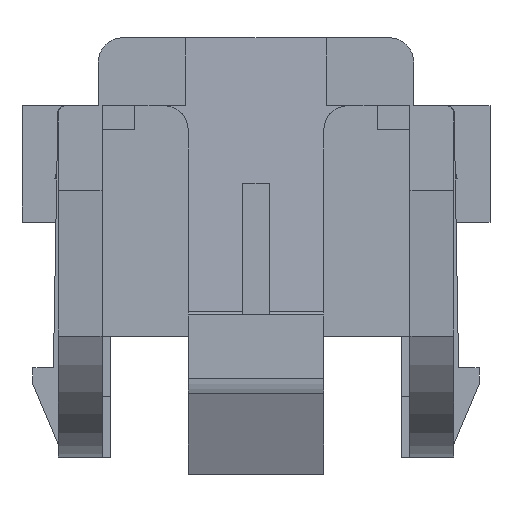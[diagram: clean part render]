
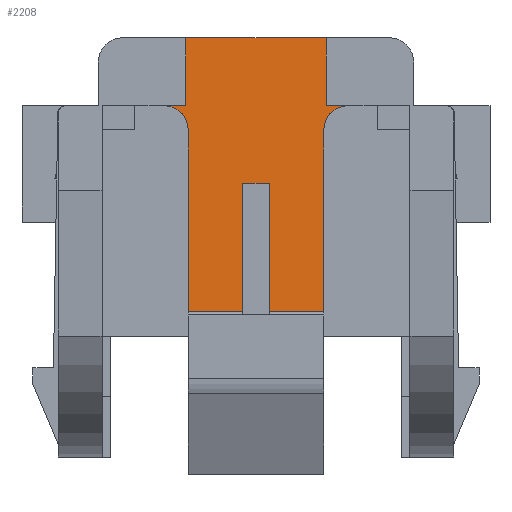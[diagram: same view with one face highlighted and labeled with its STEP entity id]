
A CAD part, front view. The second image highlights one B-rep face of the part: STEP entity #2208.
In plain terms, the highlighted planar face has unit normal (0, -0.999, 0.052).
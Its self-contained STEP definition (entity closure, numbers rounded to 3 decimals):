
#2084=AXIS2_PLACEMENT_3D('Plane Axis2P3D',#2081,#2082,#2083) ;
#1324=CARTESIAN_POINT('Vertex',(6.75,2.65,18.)) ;
#1327=CARTESIAN_POINT('Line Origine',(9.65,2.65,18.)) ;
#1331=CARTESIAN_POINT('Vertex',(12.55,2.65,18.)) ;
#1366=CARTESIAN_POINT('Line Origine',(6.75,2.577,16.6)) ;
#1370=CARTESIAN_POINT('Vertex',(6.75,2.503,15.2)) ;
#2081=CARTESIAN_POINT('Axis2P3D Location',(9.65,2.058,6.699)) ;
#2086=CARTESIAN_POINT('Line Origine',(11.325,2.058,6.699)) ;
#2090=CARTESIAN_POINT('Vertex',(12.45,2.058,6.699)) ;
#2092=CARTESIAN_POINT('Vertex',(10.2,2.058,6.699)) ;
#2095=CARTESIAN_POINT('Line Origine',(12.45,2.254,10.449)) ;
#2099=CARTESIAN_POINT('Vertex',(12.45,2.451,14.2)) ;
#2103=CARTESIAN_POINT('Control Point',(12.45,2.451,14.2)) ;
#2104=CARTESIAN_POINT('Control Point',(12.45,2.456,14.295)) ;
#2105=CARTESIAN_POINT('Control Point',(12.461,2.461,14.389)) ;
#2106=CARTESIAN_POINT('Control Point',(12.484,2.466,14.482)) ;
#2107=CARTESIAN_POINT('Control Point',(12.55,2.475,14.661)) ;
#2108=CARTESIAN_POINT('Control Point',(12.656,2.483,14.819)) ;
#2109=CARTESIAN_POINT('Control Point',(12.719,2.487,14.892)) ;
#2110=CARTESIAN_POINT('Control Point',(12.859,2.494,15.021)) ;
#2111=CARTESIAN_POINT('Control Point',(13.026,2.499,15.113)) ;
#2112=CARTESIAN_POINT('Control Point',(13.115,2.501,15.149)) ;
#2113=CARTESIAN_POINT('Control Point',(13.236,2.502,15.183)) ;
#2114=CARTESIAN_POINT('Control Point',(13.36,2.503,15.197)) ;
#2115=CARTESIAN_POINT('Control Point',(13.39,2.503,15.199)) ;
#2116=CARTESIAN_POINT('Control Point',(13.42,2.503,15.2)) ;
#2117=CARTESIAN_POINT('Control Point',(13.45,2.503,15.2)) ;
#2118=CARTESIAN_POINT('Vertex',(13.45,2.503,15.2)) ;
#2121=CARTESIAN_POINT('Line Origine',(13.,2.503,15.2)) ;
#2125=CARTESIAN_POINT('Vertex',(12.55,2.503,15.2)) ;
#2128=CARTESIAN_POINT('Line Origine',(12.55,2.577,16.6)) ;
#2133=CARTESIAN_POINT('Line Origine',(6.3,2.503,15.2)) ;
#2137=CARTESIAN_POINT('Vertex',(5.85,2.503,15.2)) ;
#2141=CARTESIAN_POINT('Control Point',(6.85,2.451,14.2)) ;
#2142=CARTESIAN_POINT('Control Point',(6.85,2.456,14.295)) ;
#2143=CARTESIAN_POINT('Control Point',(6.839,2.461,14.389)) ;
#2144=CARTESIAN_POINT('Control Point',(6.816,2.466,14.482)) ;
#2145=CARTESIAN_POINT('Control Point',(6.75,2.475,14.661)) ;
#2146=CARTESIAN_POINT('Control Point',(6.644,2.483,14.819)) ;
#2147=CARTESIAN_POINT('Control Point',(6.581,2.487,14.892)) ;
#2148=CARTESIAN_POINT('Control Point',(6.441,2.494,15.021)) ;
#2149=CARTESIAN_POINT('Control Point',(6.274,2.499,15.113)) ;
#2150=CARTESIAN_POINT('Control Point',(6.185,2.501,15.149)) ;
#2151=CARTESIAN_POINT('Control Point',(6.064,2.502,15.183)) ;
#2152=CARTESIAN_POINT('Control Point',(5.94,2.503,15.197)) ;
#2153=CARTESIAN_POINT('Control Point',(5.91,2.503,15.199)) ;
#2154=CARTESIAN_POINT('Control Point',(5.88,2.503,15.2)) ;
#2155=CARTESIAN_POINT('Control Point',(5.85,2.503,15.2)) ;
#2156=CARTESIAN_POINT('Vertex',(6.85,2.451,14.2)) ;
#2159=CARTESIAN_POINT('Line Origine',(6.85,2.254,10.449)) ;
#2163=CARTESIAN_POINT('Vertex',(6.85,2.058,6.699)) ;
#2166=CARTESIAN_POINT('Line Origine',(7.975,2.058,6.699)) ;
#2170=CARTESIAN_POINT('Vertex',(9.1,2.058,6.699)) ;
#2173=CARTESIAN_POINT('Line Origine',(9.1,2.197,9.349)) ;
#2177=CARTESIAN_POINT('Vertex',(9.1,2.336,12.)) ;
#2180=CARTESIAN_POINT('Line Origine',(9.65,2.336,12.)) ;
#2184=CARTESIAN_POINT('Vertex',(10.2,2.336,12.)) ;
#2187=CARTESIAN_POINT('Line Origine',(10.2,2.197,9.349)) ;
#1328=DIRECTION('Vector Direction',(-1.,0.,0.)) ;
#1367=DIRECTION('Vector Direction',(0.,0.052,0.999)) ;
#2082=DIRECTION('Axis2P3D Direction',(0.,-0.999,0.052)) ;
#2083=DIRECTION('Axis2P3D XDirection',(0.,0.052,0.999)) ;
#2087=DIRECTION('Vector Direction',(-1.,0.,0.)) ;
#2096=DIRECTION('Vector Direction',(0.,0.052,0.999)) ;
#2122=DIRECTION('Vector Direction',(1.,0.,0.)) ;
#2129=DIRECTION('Vector Direction',(0.,0.052,0.999)) ;
#2134=DIRECTION('Vector Direction',(1.,0.,0.)) ;
#2160=DIRECTION('Vector Direction',(0.,0.052,0.999)) ;
#2167=DIRECTION('Vector Direction',(-1.,0.,0.)) ;
#2174=DIRECTION('Vector Direction',(0.,-0.052,-0.999)) ;
#2181=DIRECTION('Vector Direction',(1.,0.,0.)) ;
#2188=DIRECTION('Vector Direction',(0.,-0.052,-0.999)) ;
#1329=VECTOR('Line Direction',#1328,1.) ;
#1368=VECTOR('Line Direction',#1367,1.) ;
#2088=VECTOR('Line Direction',#2087,1.) ;
#2097=VECTOR('Line Direction',#2096,1.) ;
#2123=VECTOR('Line Direction',#2122,1.) ;
#2130=VECTOR('Line Direction',#2129,1.) ;
#2135=VECTOR('Line Direction',#2134,1.) ;
#2161=VECTOR('Line Direction',#2160,1.) ;
#2168=VECTOR('Line Direction',#2167,1.) ;
#2175=VECTOR('Line Direction',#2174,1.) ;
#2182=VECTOR('Line Direction',#2181,1.) ;
#2189=VECTOR('Line Direction',#2188,1.) ;
#2193=ORIENTED_EDGE('',*,*,#2094,.F.) ;
#2194=ORIENTED_EDGE('',*,*,#2101,.T.) ;
#2195=ORIENTED_EDGE('',*,*,#2120,.T.) ;
#2196=ORIENTED_EDGE('',*,*,#2127,.F.) ;
#2197=ORIENTED_EDGE('',*,*,#2132,.T.) ;
#2198=ORIENTED_EDGE('',*,*,#1333,.T.) ;
#2199=ORIENTED_EDGE('',*,*,#1372,.F.) ;
#2200=ORIENTED_EDGE('',*,*,#2139,.F.) ;
#2201=ORIENTED_EDGE('',*,*,#2158,.T.) ;
#2202=ORIENTED_EDGE('',*,*,#2165,.F.) ;
#2203=ORIENTED_EDGE('',*,*,#2172,.F.) ;
#2204=ORIENTED_EDGE('',*,*,#2179,.F.) ;
#2205=ORIENTED_EDGE('',*,*,#2186,.T.) ;
#2206=ORIENTED_EDGE('',*,*,#2191,.T.) ;
#2208=ADVANCED_FACE('Koerper.2',(#2207),#2085,.T.) ;
#2102=B_SPLINE_CURVE_WITH_KNOTS('',5,(#2103,#2104,#2105,#2106,#2107,#2108,#2109,#2110,#2111,#2112,#2113,#2114,#2115,#2116,#2117),.UNSPECIFIED.,.F.,.U.,(6,3,3,3,6),(0.,0.67,1.341,2.011,2.223),.UNSPECIFIED.) ;
#2140=B_SPLINE_CURVE_WITH_KNOTS('',5,(#2141,#2142,#2143,#2144,#2145,#2146,#2147,#2148,#2149,#2150,#2151,#2152,#2153,#2154,#2155),.UNSPECIFIED.,.F.,.U.,(6,3,3,3,6),(0.,0.67,1.341,2.011,2.223),.UNSPECIFIED.) ;
#1333=EDGE_CURVE('',#1332,#1325,#1330,.T.) ;
#1372=EDGE_CURVE('',#1371,#1325,#1369,.T.) ;
#2094=EDGE_CURVE('',#2091,#2093,#2089,.T.) ;
#2101=EDGE_CURVE('',#2091,#2100,#2098,.T.) ;
#2120=EDGE_CURVE('',#2100,#2119,#2102,.T.) ;
#2127=EDGE_CURVE('',#2126,#2119,#2124,.T.) ;
#2132=EDGE_CURVE('',#2126,#1332,#2131,.T.) ;
#2139=EDGE_CURVE('',#2138,#1371,#2136,.T.) ;
#2158=EDGE_CURVE('',#2138,#2157,#2140,.F.) ;
#2165=EDGE_CURVE('',#2164,#2157,#2162,.T.) ;
#2172=EDGE_CURVE('',#2171,#2164,#2169,.T.) ;
#2179=EDGE_CURVE('',#2178,#2171,#2176,.T.) ;
#2186=EDGE_CURVE('',#2178,#2185,#2183,.T.) ;
#2191=EDGE_CURVE('',#2185,#2093,#2190,.T.) ;
#2192=EDGE_LOOP('',(#2193,#2194,#2195,#2196,#2197,#2198,#2199,#2200,#2201,#2202,#2203,#2204,#2205,#2206)) ;
#2207=FACE_OUTER_BOUND('',#2192,.T.) ;
#1330=LINE('Line',#1327,#1329) ;
#1369=LINE('Line',#1366,#1368) ;
#2089=LINE('Line',#2086,#2088) ;
#2098=LINE('Line',#2095,#2097) ;
#2124=LINE('Line',#2121,#2123) ;
#2131=LINE('Line',#2128,#2130) ;
#2136=LINE('Line',#2133,#2135) ;
#2162=LINE('Line',#2159,#2161) ;
#2169=LINE('Line',#2166,#2168) ;
#2176=LINE('Line',#2173,#2175) ;
#2183=LINE('Line',#2180,#2182) ;
#2190=LINE('Line',#2187,#2189) ;
#2085=PLANE('',#2084) ;
#1325=VERTEX_POINT('',#1324) ;
#1332=VERTEX_POINT('',#1331) ;
#1371=VERTEX_POINT('',#1370) ;
#2091=VERTEX_POINT('',#2090) ;
#2093=VERTEX_POINT('',#2092) ;
#2100=VERTEX_POINT('',#2099) ;
#2119=VERTEX_POINT('',#2118) ;
#2126=VERTEX_POINT('',#2125) ;
#2138=VERTEX_POINT('',#2137) ;
#2157=VERTEX_POINT('',#2156) ;
#2164=VERTEX_POINT('',#2163) ;
#2171=VERTEX_POINT('',#2170) ;
#2178=VERTEX_POINT('',#2177) ;
#2185=VERTEX_POINT('',#2184) ;
